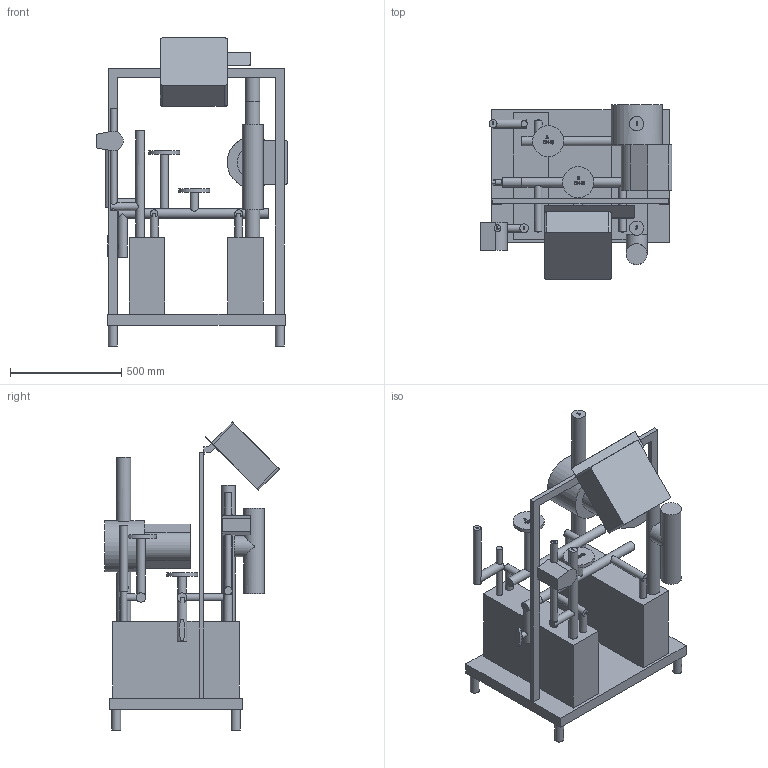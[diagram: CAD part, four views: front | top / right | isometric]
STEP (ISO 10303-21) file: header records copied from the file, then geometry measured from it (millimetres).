
FILE_DESCRIPTION(/* description */ (''),/* implementation_level */ '2;1');
FILE_NAME(/* name */ 'Matilda V3-R5 D 1127001847.stp',/* time_stamp */ '2020-11-10T08:27:16+01:00',/* author */ ('3113hani'),/* organization */ (''),/* preprocessor_version */ 'ST-DEVELOPER v17',/* originating_system */ 'Autodesk Inventor 2018',/* authorisation */ '');
FILE_SCHEMA (('CONFIG_CONTROL_DESIGN'));
Length unit declared in the file: millimetre
Products named in the file (1): Matilda V3-R5 D 1127001847
Bounding box: 862.48 x 786.86 x 1385.6 mm (x, y, z)
Volume: 130633025.2 mm3; surface area: 4312071 mm2
Topology: 1 solids, 1 shells, 583 faces, 1518 edges, 1011 vertices
Faces by surface type: plane 387, bspline 135, cylinder 61
Full cylindrical faces by diameter (mm): 4.5 x4, 8 x2, 24.5 x1, 28 x1, 30 x2, 33.7 x3, 35.7 x1, 36 x2, 37.2 x2, 39.5 x1, 40.545 x4, 42 x1, 42.4 x2, 43.5 x2, 64 x3, 93.597 x1, 94 x1, 140 x2, 230 x1
Entity records: 19516 total; most frequent: CARTESIAN_POINT 5992, ORIENTED_EDGE 3036, DIRECTION 2253, EDGE_CURVE 1518, LINE 1053, VECTOR 1053, VERTEX_POINT 1011, EDGE_LOOP 663
